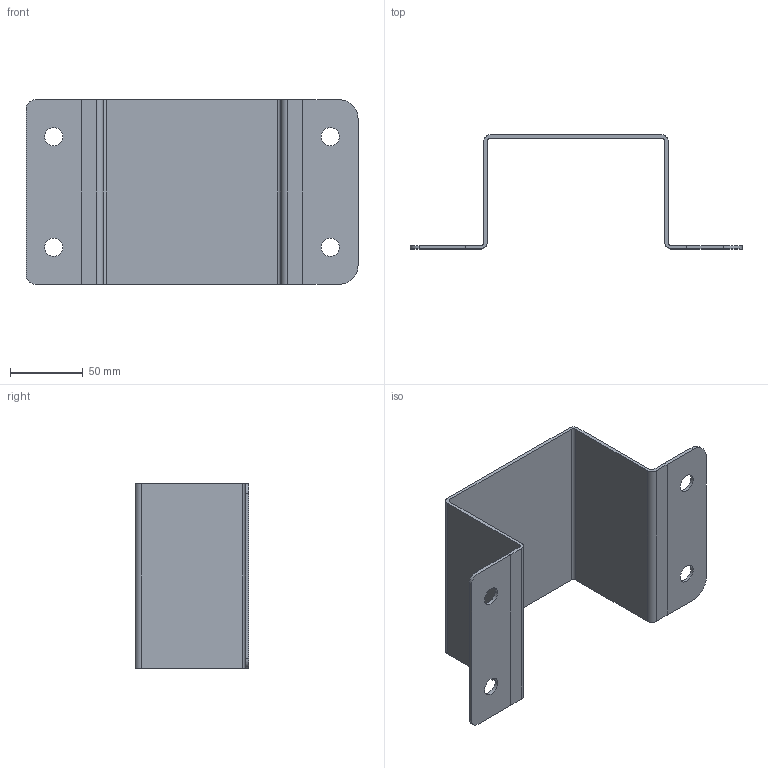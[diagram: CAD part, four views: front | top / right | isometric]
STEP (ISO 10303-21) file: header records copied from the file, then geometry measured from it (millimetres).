
FILE_DESCRIPTION((('zoo.dev export')), '2;1');
FILE_NAME('dump.step', '2024-10-30T13:52:39.385768175+00:00', ('Author unknown'), ('Organization unknown'), 'zoo.dev beta', 'zoo.dev', 'Authorization unknown');
FILE_SCHEMA(('AP203_CONFIGURATION_CONTROLLED_3D_DESIGN_OF_MECHANICAL_PARTS_AND_ASSEMBLIES_MIM_LF'));
Length unit declared in the file: metre
Products named in the file (3): UNIDENTIFIED_PRODUCT
Bounding box: 228.6 x 78.49 x 127 mm (x, y, z)
Volume: 107674 mm3; surface area: 97989.4 mm2
Topology: 3 solids, 3 shells, 42 faces, 108 edges, 72 vertices
Faces by surface type: plane 26, cylinder 16
Full cylindrical faces by diameter (mm): 12.7 x4
Entity records: 1285 total; most frequent: CARTESIAN_POINT 222, ORIENTED_EDGE 208, DIRECTION 198, EDGE_CURVE 108, VECTOR 76, LINE 76, AXIS2_PLACEMENT_3D 74, VERTEX_POINT 72
